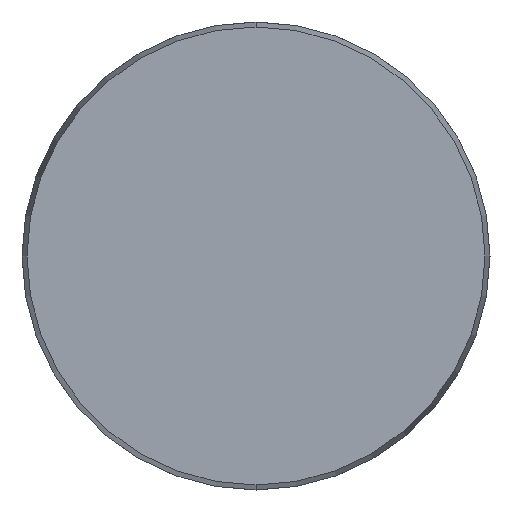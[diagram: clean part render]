
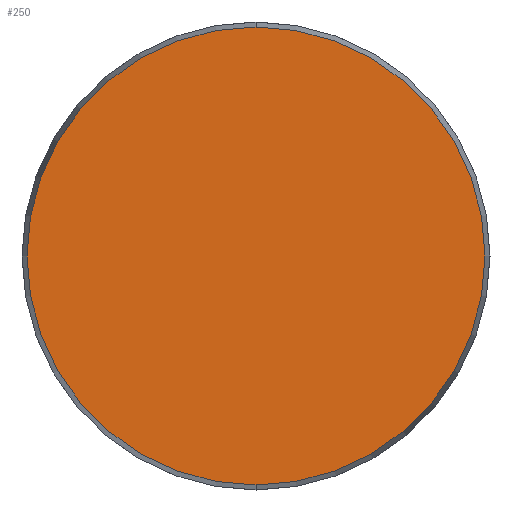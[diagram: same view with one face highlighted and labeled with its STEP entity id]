
A CAD part, front view. The second image highlights one B-rep face of the part: STEP entity #250.
In plain terms, the highlighted planar face has unit normal (0, -1, 0).
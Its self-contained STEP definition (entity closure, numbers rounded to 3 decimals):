
#62 = EDGE_CURVE ( 'NONE', #246, #127, #331, .T. ) ;
#95 = EDGE_CURVE ( 'NONE', #127, #246, #579, .T. ) ;
#127 = VERTEX_POINT ( 'NONE', #243 ) ;
#158 = CARTESIAN_POINT ( 'NONE',  ( -39.143, 0., 0. ) ) ;
#210 = CARTESIAN_POINT ( 'NONE',  ( 0., 0., 0. ) ) ;
#243 = CARTESIAN_POINT ( 'NONE',  ( 0., 0., 39.143 ) ) ;
#246 = VERTEX_POINT ( 'NONE', #320 ) ;
#250 = ADVANCED_FACE ( 'NONE', ( #491 ), #697, .F. ) ;
#286 = AXIS2_PLACEMENT_3D ( 'NONE', #158, #1058, #412 ) ;
#294 = DIRECTION ( 'NONE',  ( 0., -1., 0. ) ) ;
#320 = CARTESIAN_POINT ( 'NONE',  ( 0., 0., -39.143 ) ) ;
#331 = CIRCLE ( 'NONE', #758, 39.143 ) ;
#384 = CARTESIAN_POINT ( 'NONE',  ( 0., 0., 0. ) ) ;
#406 = AXIS2_PLACEMENT_3D ( 'NONE', #210, #575, #413 ) ;
#412 = DIRECTION ( 'NONE',  ( 0., 0., 1. ) ) ;
#413 = DIRECTION ( 'NONE',  ( 0., 0., -1. ) ) ;
#431 = EDGE_LOOP ( 'NONE', ( #805, #518 ) ) ;
#491 = FACE_OUTER_BOUND ( 'NONE', #431, .T. ) ;
#518 = ORIENTED_EDGE ( 'NONE', *, *, #62, .T. ) ;
#575 = DIRECTION ( 'NONE',  ( 0., -1., 0. ) ) ;
#579 = CIRCLE ( 'NONE', #406, 39.143 ) ;
#697 = PLANE ( 'NONE',  #286 ) ;
#758 = AXIS2_PLACEMENT_3D ( 'NONE', #384, #294, #1029 ) ;
#805 = ORIENTED_EDGE ( 'NONE', *, *, #95, .T. ) ;
#1029 = DIRECTION ( 'NONE',  ( 0., 0., -1. ) ) ;
#1058 = DIRECTION ( 'NONE',  ( 0., 1., 0. ) ) ;
